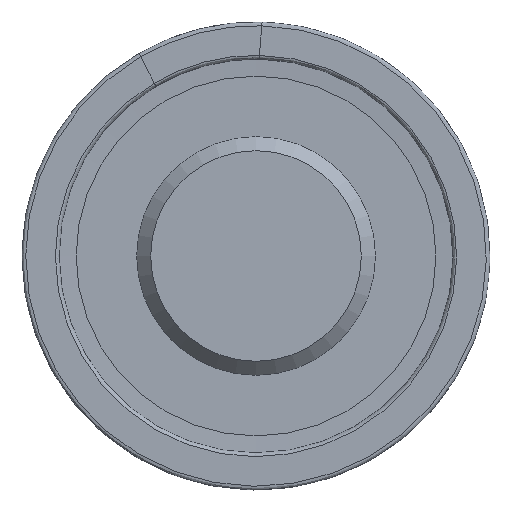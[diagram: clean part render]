
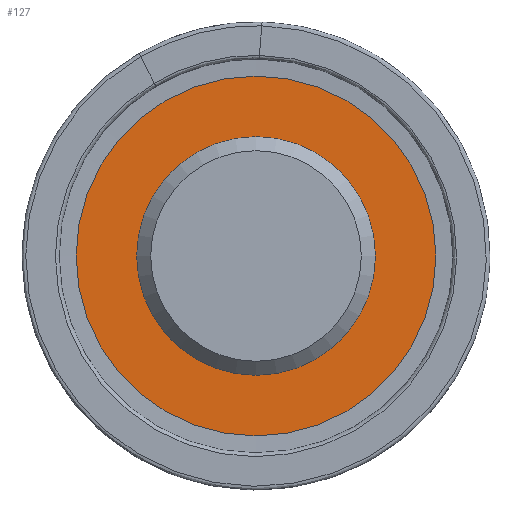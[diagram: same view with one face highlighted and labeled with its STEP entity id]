
A CAD part, left-side view. The second image highlights one B-rep face of the part: STEP entity #127.
In plain terms, the highlighted planar face has unit normal (-1, 0, 0).
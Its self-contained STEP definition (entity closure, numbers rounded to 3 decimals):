
#55=FACE_BOUND('',#230,.T.);
#56=FACE_BOUND('',#231,.T.);
#88=PLANE('',#677);
#127=ADVANCED_FACE('',(#55,#56),#88,.F.);
#230=EDGE_LOOP('',(#414));
#231=EDGE_LOOP('',(#415));
#414=ORIENTED_EDGE('',*,*,#543,.F.);
#415=ORIENTED_EDGE('',*,*,#542,.T.);
#466=VERTEX_POINT('',#1381);
#467=VERTEX_POINT('',#1384);
#542=EDGE_CURVE('',#466,#466,#602,.T.);
#543=EDGE_CURVE('',#467,#467,#603,.T.);
#602=CIRCLE('',#674,38.434);
#603=CIRCLE('',#676,25.5);
#674=AXIS2_PLACEMENT_3D('',#1380,#836,#837);
#676=AXIS2_PLACEMENT_3D('',#1383,#840,#841);
#677=AXIS2_PLACEMENT_3D('',#1385,#842,#843);
#836=DIRECTION('',(-1.,0.,0.));
#837=DIRECTION('',(0.,0.,1.));
#840=DIRECTION('',(-1.,0.,0.));
#841=DIRECTION('',(0.,0.,1.));
#842=DIRECTION('',(1.,0.,0.));
#843=DIRECTION('',(0.,0.,-1.));
#1380=CARTESIAN_POINT('',(1.,0.,0.));
#1381=CARTESIAN_POINT('',(1.,0.,38.434));
#1383=CARTESIAN_POINT('',(1.,0.,0.));
#1384=CARTESIAN_POINT('',(1.,0.,25.5));
#1385=CARTESIAN_POINT('',(1.,38.434,0.));
